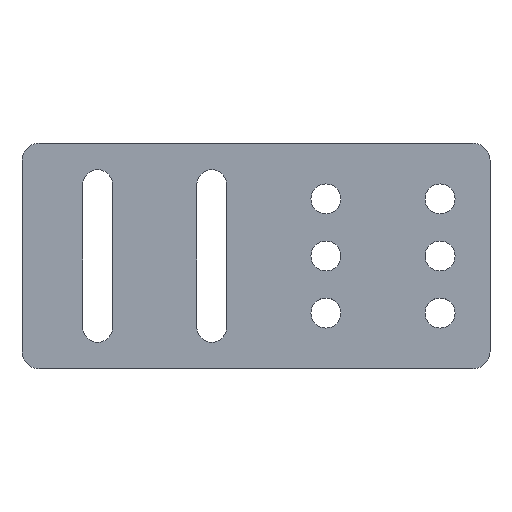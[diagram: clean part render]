
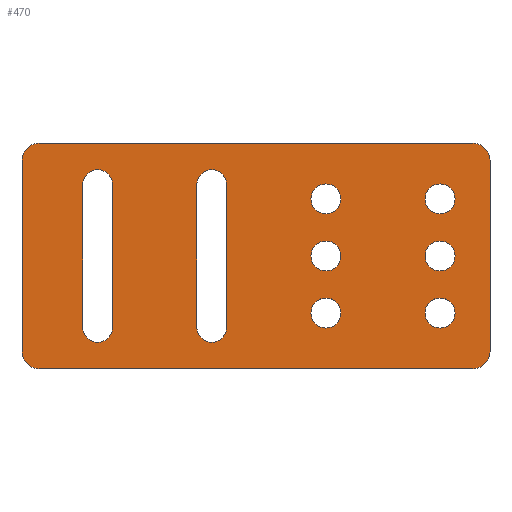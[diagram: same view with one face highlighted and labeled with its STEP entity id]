
A CAD part, top view. The second image highlights one B-rep face of the part: STEP entity #470.
In plain terms, the highlighted planar face has unit normal (0, 0, 1).
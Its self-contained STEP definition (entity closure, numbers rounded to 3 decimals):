
#29=FACE_BOUND('',#109,.T.);
#30=FACE_BOUND('',#110,.T.);
#31=FACE_BOUND('',#111,.T.);
#32=FACE_BOUND('',#112,.T.);
#33=FACE_BOUND('',#113,.T.);
#34=FACE_BOUND('',#114,.T.);
#35=FACE_BOUND('',#115,.T.);
#36=FACE_BOUND('',#116,.T.);
#46=PLANE('',#524);
#70=FACE_OUTER_BOUND('',#108,.T.);
#108=EDGE_LOOP('',(#411,#412,#413,#414,#415,#416,#417,#418));
#109=EDGE_LOOP('',(#419,#420,#421,#422));
#110=EDGE_LOOP('',(#423,#424,#425,#426));
#111=EDGE_LOOP('',(#427));
#112=EDGE_LOOP('',(#428));
#113=EDGE_LOOP('',(#429));
#114=EDGE_LOOP('',(#430));
#115=EDGE_LOOP('',(#431));
#116=EDGE_LOOP('',(#432));
#121=LINE('',#678,#153);
#124=LINE('',#687,#156);
#129=LINE('',#702,#161);
#132=LINE('',#711,#164);
#136=LINE('',#755,#168);
#140=LINE('',#767,#172);
#144=LINE('',#779,#176);
#148=LINE('',#789,#180);
#153=VECTOR('',#539,25.);
#156=VECTOR('',#550,25.);
#161=VECTOR('',#563,25.);
#164=VECTOR('',#574,25.);
#168=VECTOR('',#622,76.);
#172=VECTOR('',#634,33.5);
#176=VECTOR('',#646,76.);
#180=VECTOR('',#658,33.5);
#182=CIRCLE('',#475,2.625);
#184=CIRCLE('',#479,2.625);
#186=CIRCLE('',#483,2.625);
#188=CIRCLE('',#487,2.625);
#189=CIRCLE('',#490,2.625);
#191=CIRCLE('',#493,2.625);
#193=CIRCLE('',#496,2.625);
#195=CIRCLE('',#499,2.625);
#197=CIRCLE('',#502,2.625);
#199=CIRCLE('',#505,2.625);
#202=CIRCLE('',#509,3.);
#204=CIRCLE('',#513,3.);
#206=CIRCLE('',#517,3.);
#208=CIRCLE('',#521,3.);
#211=VERTEX_POINT('',#668);
#212=VERTEX_POINT('',#670);
#214=VERTEX_POINT('',#676);
#216=VERTEX_POINT('',#682);
#219=VERTEX_POINT('',#692);
#220=VERTEX_POINT('',#694);
#222=VERTEX_POINT('',#700);
#224=VERTEX_POINT('',#706);
#225=VERTEX_POINT('',#713);
#227=VERTEX_POINT('',#718);
#229=VERTEX_POINT('',#723);
#231=VERTEX_POINT('',#728);
#233=VERTEX_POINT('',#733);
#235=VERTEX_POINT('',#738);
#239=VERTEX_POINT('',#746);
#240=VERTEX_POINT('',#748);
#242=VERTEX_POINT('',#754);
#244=VERTEX_POINT('',#760);
#246=VERTEX_POINT('',#766);
#248=VERTEX_POINT('',#772);
#250=VERTEX_POINT('',#778);
#252=VERTEX_POINT('',#784);
#255=EDGE_CURVE('',#212,#211,#182,.T.);
#259=EDGE_CURVE('',#211,#214,#121,.T.);
#262=EDGE_CURVE('',#214,#216,#184,.T.);
#264=EDGE_CURVE('',#216,#212,#124,.T.);
#267=EDGE_CURVE('',#220,#219,#186,.T.);
#271=EDGE_CURVE('',#219,#222,#129,.T.);
#274=EDGE_CURVE('',#222,#224,#188,.T.);
#276=EDGE_CURVE('',#224,#220,#132,.T.);
#277=EDGE_CURVE('',#225,#225,#189,.T.);
#279=EDGE_CURVE('',#227,#227,#191,.T.);
#281=EDGE_CURVE('',#229,#229,#193,.T.);
#283=EDGE_CURVE('',#231,#231,#195,.T.);
#285=EDGE_CURVE('',#233,#233,#197,.T.);
#287=EDGE_CURVE('',#235,#235,#199,.T.);
#291=EDGE_CURVE('',#240,#239,#202,.T.);
#294=EDGE_CURVE('',#242,#240,#136,.T.);
#297=EDGE_CURVE('',#244,#242,#204,.T.);
#300=EDGE_CURVE('',#246,#244,#140,.T.);
#303=EDGE_CURVE('',#248,#246,#206,.T.);
#306=EDGE_CURVE('',#250,#248,#144,.T.);
#309=EDGE_CURVE('',#252,#250,#208,.T.);
#312=EDGE_CURVE('',#239,#252,#148,.T.);
#411=ORIENTED_EDGE('',*,*,#312,.T.);
#412=ORIENTED_EDGE('',*,*,#309,.T.);
#413=ORIENTED_EDGE('',*,*,#306,.T.);
#414=ORIENTED_EDGE('',*,*,#303,.T.);
#415=ORIENTED_EDGE('',*,*,#300,.T.);
#416=ORIENTED_EDGE('',*,*,#297,.T.);
#417=ORIENTED_EDGE('',*,*,#294,.T.);
#418=ORIENTED_EDGE('',*,*,#291,.T.);
#419=ORIENTED_EDGE('',*,*,#255,.T.);
#420=ORIENTED_EDGE('',*,*,#259,.T.);
#421=ORIENTED_EDGE('',*,*,#262,.T.);
#422=ORIENTED_EDGE('',*,*,#264,.T.);
#423=ORIENTED_EDGE('',*,*,#267,.T.);
#424=ORIENTED_EDGE('',*,*,#271,.T.);
#425=ORIENTED_EDGE('',*,*,#274,.T.);
#426=ORIENTED_EDGE('',*,*,#276,.T.);
#427=ORIENTED_EDGE('',*,*,#277,.T.);
#428=ORIENTED_EDGE('',*,*,#279,.T.);
#429=ORIENTED_EDGE('',*,*,#281,.T.);
#430=ORIENTED_EDGE('',*,*,#283,.T.);
#431=ORIENTED_EDGE('',*,*,#285,.T.);
#432=ORIENTED_EDGE('',*,*,#287,.T.);
#470=ADVANCED_FACE('',(#70,#29,#30,#31,#32,#33,#34,#35,#36),#46,.T.);
#475=AXIS2_PLACEMENT_3D('',#671,#532,#533);
#479=AXIS2_PLACEMENT_3D('',#684,#545,#546);
#483=AXIS2_PLACEMENT_3D('',#695,#556,#557);
#487=AXIS2_PLACEMENT_3D('',#708,#569,#570);
#490=AXIS2_PLACEMENT_3D('',#714,#577,#578);
#493=AXIS2_PLACEMENT_3D('',#719,#583,#584);
#496=AXIS2_PLACEMENT_3D('',#724,#589,#590);
#499=AXIS2_PLACEMENT_3D('',#729,#595,#596);
#502=AXIS2_PLACEMENT_3D('',#734,#601,#602);
#505=AXIS2_PLACEMENT_3D('',#739,#607,#608);
#509=AXIS2_PLACEMENT_3D('',#749,#616,#617);
#513=AXIS2_PLACEMENT_3D('',#761,#628,#629);
#517=AXIS2_PLACEMENT_3D('',#773,#640,#641);
#521=AXIS2_PLACEMENT_3D('',#785,#652,#653);
#524=AXIS2_PLACEMENT_3D('',#791,#661,#662);
#532=DIRECTION('center_axis',(0.,0.,-1.));
#533=DIRECTION('ref_axis',(-1.,0.,0.));
#539=DIRECTION('',(0.,-1.,0.));
#545=DIRECTION('center_axis',(0.,0.,-1.));
#546=DIRECTION('ref_axis',(1.,0.,0.));
#550=DIRECTION('',(0.,1.,0.));
#556=DIRECTION('center_axis',(0.,0.,-1.));
#557=DIRECTION('ref_axis',(-1.,0.,0.));
#563=DIRECTION('',(0.,-1.,0.));
#569=DIRECTION('center_axis',(0.,0.,-1.));
#570=DIRECTION('ref_axis',(1.,0.,0.));
#574=DIRECTION('',(0.,1.,0.));
#577=DIRECTION('center_axis',(0.,0.,-1.));
#578=DIRECTION('ref_axis',(-1.,0.,0.));
#583=DIRECTION('center_axis',(0.,0.,-1.));
#584=DIRECTION('ref_axis',(-1.,0.,0.));
#589=DIRECTION('center_axis',(0.,0.,-1.));
#590=DIRECTION('ref_axis',(-1.,0.,0.));
#595=DIRECTION('center_axis',(0.,0.,-1.));
#596=DIRECTION('ref_axis',(-1.,0.,0.));
#601=DIRECTION('center_axis',(0.,0.,-1.));
#602=DIRECTION('ref_axis',(-1.,0.,0.));
#607=DIRECTION('center_axis',(0.,0.,-1.));
#608=DIRECTION('ref_axis',(-1.,0.,0.));
#616=DIRECTION('center_axis',(0.,0.,1.));
#617=DIRECTION('ref_axis',(0.,-1.,0.));
#622=DIRECTION('',(-1.,0.,0.));
#628=DIRECTION('center_axis',(0.,0.,1.));
#629=DIRECTION('ref_axis',(-1.,0.,0.));
#634=DIRECTION('',(0.,1.,0.));
#640=DIRECTION('center_axis',(0.,0.,1.));
#641=DIRECTION('ref_axis',(0.,1.,0.));
#646=DIRECTION('',(1.,0.,0.));
#652=DIRECTION('center_axis',(0.,0.,1.));
#653=DIRECTION('ref_axis',(1.,0.,0.));
#658=DIRECTION('',(0.,-1.,0.));
#661=DIRECTION('center_axis',(0.,0.,1.));
#662=DIRECTION('ref_axis',(1.,0.,0.));
#668=CARTESIAN_POINT('',(709.164,394.049,3.));
#670=CARTESIAN_POINT('',(703.914,394.049,3.));
#671=CARTESIAN_POINT('Origin',(706.539,394.049,3.));
#676=CARTESIAN_POINT('',(709.164,369.049,3.));
#678=CARTESIAN_POINT('',(709.164,375.299,3.));
#682=CARTESIAN_POINT('',(703.914,369.049,3.));
#684=CARTESIAN_POINT('Origin',(706.539,369.049,3.));
#687=CARTESIAN_POINT('',(703.914,387.799,3.));
#692=CARTESIAN_POINT('',(729.164,394.049,3.));
#694=CARTESIAN_POINT('',(723.914,394.049,3.));
#695=CARTESIAN_POINT('Origin',(726.539,394.049,3.));
#700=CARTESIAN_POINT('',(729.164,369.049,3.));
#702=CARTESIAN_POINT('',(729.164,375.299,3.));
#706=CARTESIAN_POINT('',(723.914,369.049,3.));
#708=CARTESIAN_POINT('Origin',(726.539,369.049,3.));
#711=CARTESIAN_POINT('',(723.914,387.799,3.));
#713=CARTESIAN_POINT('',(749.164,371.549,3.));
#714=CARTESIAN_POINT('Origin',(746.539,371.549,3.));
#718=CARTESIAN_POINT('',(749.164,381.549,3.));
#719=CARTESIAN_POINT('Origin',(746.539,381.549,3.));
#723=CARTESIAN_POINT('',(749.164,391.549,3.));
#724=CARTESIAN_POINT('Origin',(746.539,391.549,3.));
#728=CARTESIAN_POINT('',(769.164,391.549,3.));
#729=CARTESIAN_POINT('Origin',(766.539,391.549,3.));
#733=CARTESIAN_POINT('',(769.164,381.549,3.));
#734=CARTESIAN_POINT('Origin',(766.539,381.549,3.));
#738=CARTESIAN_POINT('',(769.164,371.549,3.));
#739=CARTESIAN_POINT('Origin',(766.539,371.549,3.));
#746=CARTESIAN_POINT('',(693.289,398.299,3.));
#748=CARTESIAN_POINT('',(696.289,401.299,3.));
#749=CARTESIAN_POINT('Origin',(696.289,398.299,3.));
#754=CARTESIAN_POINT('',(772.289,401.299,3.));
#755=CARTESIAN_POINT('',(696.289,401.299,3.));
#760=CARTESIAN_POINT('',(775.289,398.299,3.));
#761=CARTESIAN_POINT('Origin',(772.289,398.299,3.));
#766=CARTESIAN_POINT('',(775.289,364.799,3.));
#767=CARTESIAN_POINT('',(775.289,398.299,3.));
#772=CARTESIAN_POINT('',(772.289,361.799,3.));
#773=CARTESIAN_POINT('Origin',(772.289,364.799,3.));
#778=CARTESIAN_POINT('',(696.289,361.799,3.));
#779=CARTESIAN_POINT('',(772.289,361.799,3.));
#784=CARTESIAN_POINT('',(693.289,364.799,3.));
#785=CARTESIAN_POINT('Origin',(696.289,364.799,3.));
#789=CARTESIAN_POINT('',(693.289,364.799,3.));
#791=CARTESIAN_POINT('Origin',(734.289,381.549,3.));
